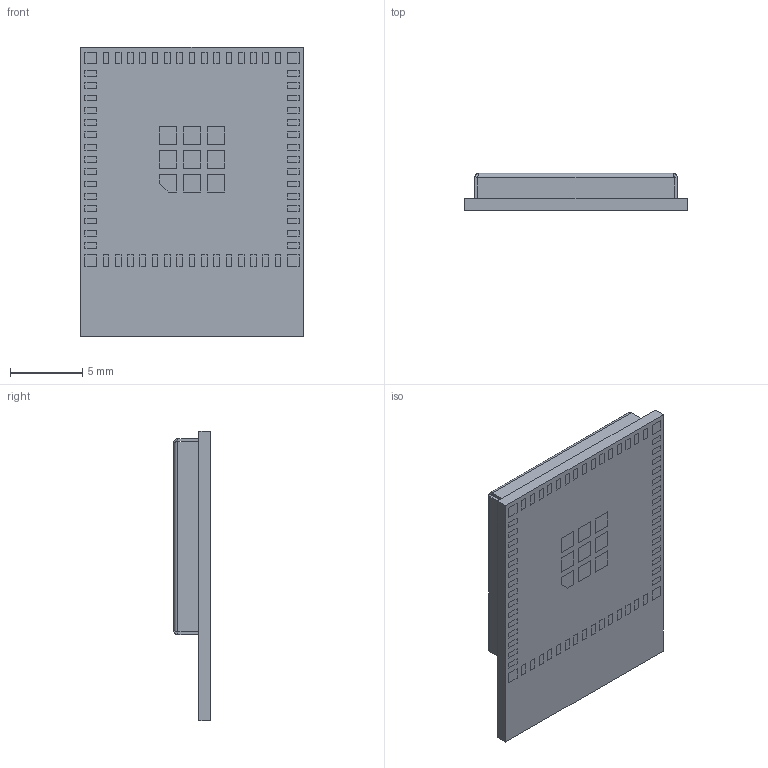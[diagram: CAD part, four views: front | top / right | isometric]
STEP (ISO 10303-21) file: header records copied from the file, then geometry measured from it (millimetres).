
FILE_DESCRIPTION (( 'STEP AP214' ), '1' );
FILE_NAME ('ESP32-S2-MINI-1.STEP', '2022-01-20T13:58:09', ( '' ), ( '' ), 'SwSTEP 2.0', 'SolidWorks 2017', '' );
FILE_SCHEMA (( 'AUTOMOTIVE_DESIGN' ));
Length unit declared in the file: millimetre
Products named in the file (1): ESP32-S2-MINI-1
Bounding box: 15.4 x 2.55 x 20 mm (x, y, z)
Volume: 299.9 mm3; surface area: 1417.6 mm2
Topology: 77 solids, 77 shells, 915 faces, 2026 edges, 1340 vertices
Faces by surface type: plane 895, cylinder 12, bspline 8
Entity records: 25634 total; most frequent: CARTESIAN_POINT 4602, ORIENTED_EDGE 4052, DIRECTION 3834, EDGE_CURVE 2026, LINE 2002, VECTOR 2002, VERTEX_POINT 1340, EDGE_LOOP 990
